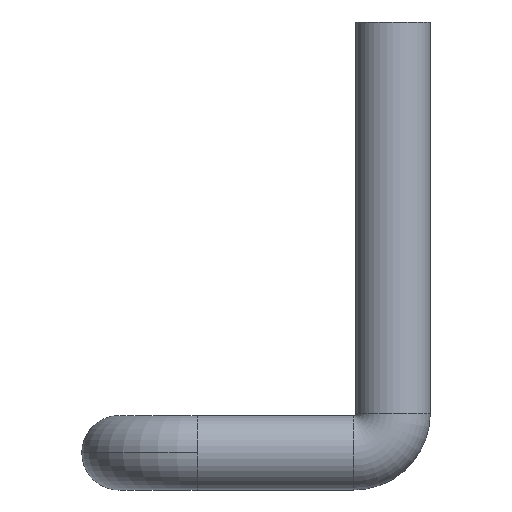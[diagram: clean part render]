
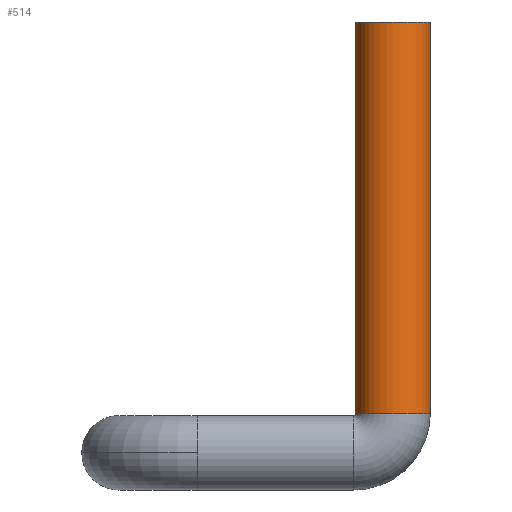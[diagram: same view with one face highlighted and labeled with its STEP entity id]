
A CAD part, left-side view. The second image highlights one B-rep face of the part: STEP entity #514.
In plain terms, the highlighted cylindrical face has radius 0.95 mm (diameter 1.9 mm), a partial arc.
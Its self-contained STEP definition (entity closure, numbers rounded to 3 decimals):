
#15 = EDGE_CURVE ( 'NONE', #610, #126, #522, .T. ) ;
#19 = CARTESIAN_POINT ( 'NONE',  ( 0., -1.95, 1. ) ) ;
#20 = CARTESIAN_POINT ( 'NONE',  ( 0., -0.05, 1. ) ) ;
#47 = CIRCLE ( 'NONE', #205, 0.95 ) ;
#67 = CARTESIAN_POINT ( 'NONE',  ( 0., -1., 1. ) ) ;
#79 = CARTESIAN_POINT ( 'NONE',  ( 0., -1.95, 11. ) ) ;
#126 = VERTEX_POINT ( 'NONE', #79 ) ;
#158 = DIRECTION ( 'NONE',  ( 0., 0., -1. ) ) ;
#185 = AXIS2_PLACEMENT_3D ( 'NONE', #383, #236, #430 ) ;
#186 = ORIENTED_EDGE ( 'NONE', *, *, #325, .F. ) ;
#205 = AXIS2_PLACEMENT_3D ( 'NONE', #67, #226, #314 ) ;
#214 = LINE ( 'NONE', #20, #624 ) ;
#226 = DIRECTION ( 'NONE',  ( 0., 0., -1. ) ) ;
#229 = DIRECTION ( 'NONE',  ( 0., 0., 1. ) ) ;
#236 = DIRECTION ( 'NONE',  ( 0., 0., 1. ) ) ;
#239 = FACE_OUTER_BOUND ( 'NONE', #241, .T. ) ;
#241 = EDGE_LOOP ( 'NONE', ( #387, #186, #372, #574 ) ) ;
#253 = EDGE_CURVE ( 'NONE', #126, #498, #569, .T. ) ;
#304 = AXIS2_PLACEMENT_3D ( 'NONE', #358, #158, #547 ) ;
#314 = DIRECTION ( 'NONE',  ( 0., 1., 0. ) ) ;
#315 = CARTESIAN_POINT ( 'NONE',  ( 0., -1.95, 1. ) ) ;
#316 = EDGE_CURVE ( 'NONE', #545, #498, #214, .T. ) ;
#321 = DIRECTION ( 'NONE',  ( 0., 0., 1. ) ) ;
#325 = EDGE_CURVE ( 'NONE', #610, #545, #47, .T. ) ;
#358 = CARTESIAN_POINT ( 'NONE',  ( 0., -1., 11. ) ) ;
#364 = VECTOR ( 'NONE', #229, 1000. ) ;
#372 = ORIENTED_EDGE ( 'NONE', *, *, #15, .T. ) ;
#383 = CARTESIAN_POINT ( 'NONE',  ( 0., -1., 1. ) ) ;
#387 = ORIENTED_EDGE ( 'NONE', *, *, #316, .F. ) ;
#430 = DIRECTION ( 'NONE',  ( 0., -1., 0. ) ) ;
#434 = CARTESIAN_POINT ( 'NONE',  ( 0., -0.05, 1. ) ) ;
#480 = CYLINDRICAL_SURFACE ( 'NONE', #185, 0.95 ) ;
#498 = VERTEX_POINT ( 'NONE', #625 ) ;
#514 = ADVANCED_FACE ( 'NONE', ( #239 ), #480, .T. ) ;
#522 = LINE ( 'NONE', #315, #364 ) ;
#545 = VERTEX_POINT ( 'NONE', #434 ) ;
#547 = DIRECTION ( 'NONE',  ( 0., 1., 0. ) ) ;
#569 = CIRCLE ( 'NONE', #304, 0.95 ) ;
#574 = ORIENTED_EDGE ( 'NONE', *, *, #253, .T. ) ;
#610 = VERTEX_POINT ( 'NONE', #19 ) ;
#624 = VECTOR ( 'NONE', #321, 1000. ) ;
#625 = CARTESIAN_POINT ( 'NONE',  ( 0., -0.05, 11. ) ) ;
